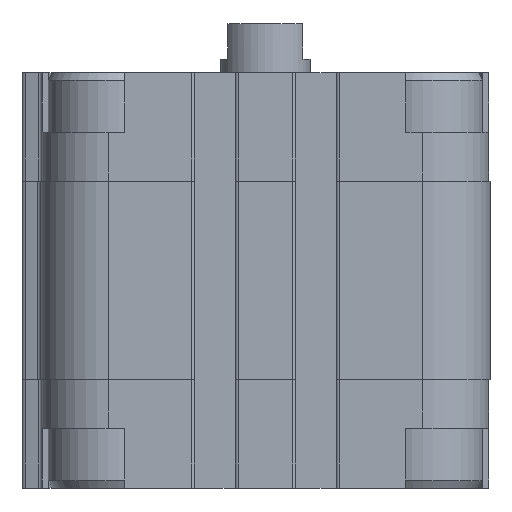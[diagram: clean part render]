
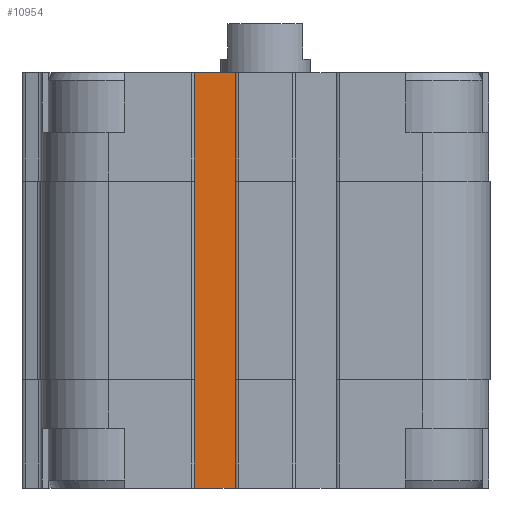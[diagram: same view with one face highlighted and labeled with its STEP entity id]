
A CAD part, left-side view. The second image highlights one B-rep face of the part: STEP entity #10954.
In plain terms, the highlighted face is planar.
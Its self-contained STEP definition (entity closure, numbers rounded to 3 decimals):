
#140=LINE('',#16498,#1176);
#303=LINE('',#17132,#1339);
#304=LINE('',#17134,#1340);
#305=LINE('',#17136,#1341);
#1176=VECTOR('',#12840,1000.);
#1339=VECTOR('',#13381,1000.);
#1340=VECTOR('',#13384,1000.);
#1341=VECTOR('',#13385,1000.);
#2169=PLANE('',#11797);
#3539=ORIENTED_EDGE('',*,*,#6414,.F.);
#3540=ORIENTED_EDGE('',*,*,#6722,.F.);
#3541=ORIENTED_EDGE('',*,*,#6723,.T.);
#3542=ORIENTED_EDGE('',*,*,#6724,.T.);
#6414=EDGE_CURVE('',#8029,#8030,#140,.T.);
#6722=EDGE_CURVE('',#8311,#8029,#303,.T.);
#6723=EDGE_CURVE('',#8311,#8312,#304,.T.);
#6724=EDGE_CURVE('',#8312,#8030,#305,.T.);
#8029=VERTEX_POINT('',#16497);
#8030=VERTEX_POINT('',#16499);
#8311=VERTEX_POINT('',#17131);
#8312=VERTEX_POINT('',#17135);
#9435=EDGE_LOOP('',(#3539,#3540,#3541,#3542));
#10185=FACE_BOUND('',#9435,.T.);
#10954=ADVANCED_FACE('',(#10185),#2169,.T.);
#11797=AXIS2_PLACEMENT_3D('',#17133,#13382,#13383);
#12840=DIRECTION('',(0.,1.,0.));
#13381=DIRECTION('',(0.,0.,1.));
#13382=DIRECTION('',(1.,0.,0.));
#13383=DIRECTION('',(0.,0.,-1.));
#13384=DIRECTION('',(0.,1.,0.));
#13385=DIRECTION('',(0.,0.,1.));
#16497=CARTESIAN_POINT('',(25.,-9.75,0.));
#16498=CARTESIAN_POINT('',(25.,-9.75,0.));
#16499=CARTESIAN_POINT('',(25.,-3.75,0.));
#17131=CARTESIAN_POINT('',(25.,-9.75,-55.5));
#17132=CARTESIAN_POINT('',(25.,-9.75,-14.5));
#17133=CARTESIAN_POINT('',(25.,-9.75,-14.5));
#17134=CARTESIAN_POINT('',(25.,-9.75,-55.5));
#17135=CARTESIAN_POINT('',(25.,-3.75,-55.5));
#17136=CARTESIAN_POINT('',(25.,-3.75,-14.5));
